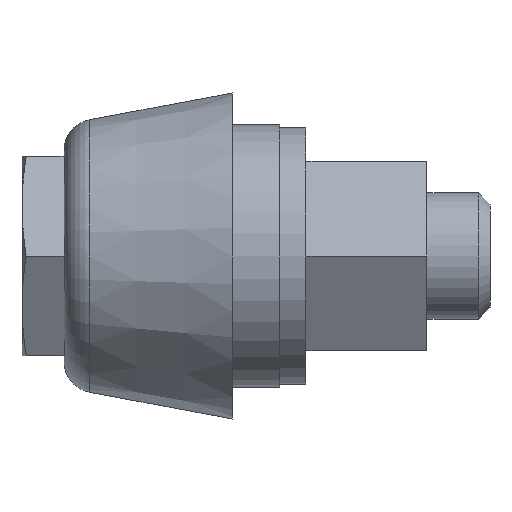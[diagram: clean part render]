
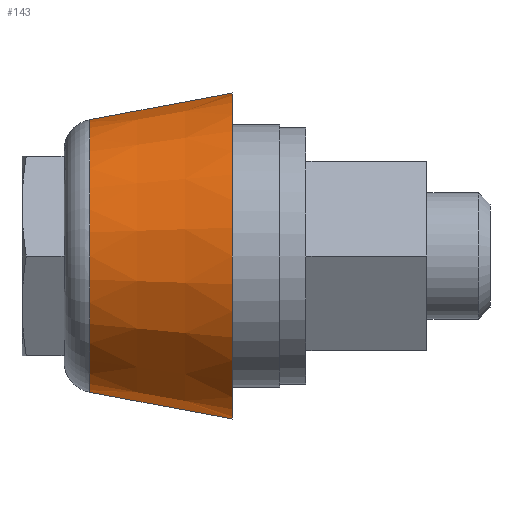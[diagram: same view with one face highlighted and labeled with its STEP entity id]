
A CAD part, front view. The second image highlights one B-rep face of the part: STEP entity #143.
In plain terms, the highlighted conical face has half-angle 10.62 degrees and reference radius 15.5 mm.
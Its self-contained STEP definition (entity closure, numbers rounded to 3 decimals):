
#143 = ADVANCED_FACE( '', ( #362 ), #363, .T. );
#362 = FACE_OUTER_BOUND( '', #663, .T. );
#363 = CONICAL_SURFACE( '', #664, 15.5, 0.185 );
#663 = EDGE_LOOP( '', ( #1019, #1020, #1021, #1022 ) );
#664 = AXIS2_PLACEMENT_3D( '', #1023, #1024, #1025 );
#1019 = ORIENTED_EDGE( '', *, *, #1724, .T. );
#1020 = ORIENTED_EDGE( '', *, *, #1725, .F. );
#1021 = ORIENTED_EDGE( '', *, *, #1678, .F. );
#1022 = ORIENTED_EDGE( '', *, *, #1726, .T. );
#1023 = CARTESIAN_POINT( '', ( 0., 0., 0. ) );
#1024 = DIRECTION( '', ( 1., 0., 0. ) );
#1025 = DIRECTION( '', ( 0., 0., -1. ) );
#1678 = EDGE_CURVE( '', #1974, #1976, #1977, .T. );
#1724 = EDGE_CURVE( '', #2055, #2049, #2056, .T. );
#1725 = EDGE_CURVE( '', #1976, #2049, #2057, .T. );
#1726 = EDGE_CURVE( '', #1974, #2055, #2058, .T. );
#1974 = VERTEX_POINT( '', #2398 );
#1976 = VERTEX_POINT( '', #2401 );
#1977 = CIRCLE( '', #2402, 15.5 );
#2049 = VERTEX_POINT( '', #2518 );
#2055 = VERTEX_POINT( '', #2526 );
#2056 = CIRCLE( '', #2527, 12.959 );
#2057 = LINE( '', #2528, #2529 );
#2058 = LINE( '', #2530, #2531 );
#2398 = CARTESIAN_POINT( '', ( 0., 0., 15.5 ) );
#2401 = CARTESIAN_POINT( '', ( 0., 0., -15.5 ) );
#2402 = AXIS2_PLACEMENT_3D( '', #3016, #3017, #3018 );
#2518 = CARTESIAN_POINT( '', ( -13.553, 0., -12.959 ) );
#2526 = CARTESIAN_POINT( '', ( -13.553, 0., 12.959 ) );
#2527 = AXIS2_PLACEMENT_3D( '', #3067, #3068, #3069 );
#2528 = CARTESIAN_POINT( '', ( 0., 0., -15.5 ) );
#2529 = VECTOR( '', #3070, 1000. );
#2530 = CARTESIAN_POINT( '', ( 0., 0., 15.5 ) );
#2531 = VECTOR( '', #3071, 1000. );
#3016 = CARTESIAN_POINT( '', ( 0., 0., 0. ) );
#3017 = DIRECTION( '', ( 1., 0., 0. ) );
#3018 = DIRECTION( '', ( 0., 0., -1. ) );
#3067 = CARTESIAN_POINT( '', ( -13.553, 0., 0. ) );
#3068 = DIRECTION( '', ( 1., 0., 0. ) );
#3069 = DIRECTION( '', ( 0., 0., -1. ) );
#3070 = DIRECTION( '', ( -0.983, 0., 0.184 ) );
#3071 = DIRECTION( '', ( -0.983, 0., -0.184 ) );
